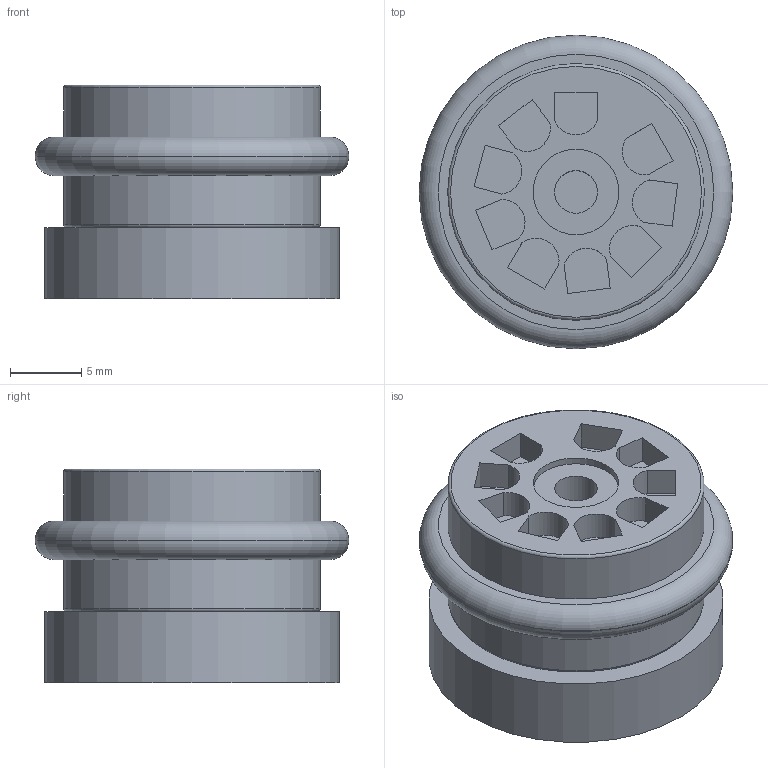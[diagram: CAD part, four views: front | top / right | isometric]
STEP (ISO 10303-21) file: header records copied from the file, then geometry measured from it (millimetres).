
FILE_DESCRIPTION(('FreeCAD Model'),'2;1');
FILE_NAME('noval_9pin.stp', '2019-03-02T14:06:51',('Author'),(''), 'Open CASCADE STEP processor 6.8','FreeCAD','Unknown');
FILE_SCHEMA(('AUTOMOTIVE_DESIGN { 1 0 10303 214 1 1 1 1 }'));
Length unit declared in the file: millimetre
Products named in the file (3): ASSEMBLY; PolarPattern; Pad002
Assembly tree (2 placements, depth 2):
  ASSEMBLY
    PolarPattern
    Pad002
Bounding box: 22 x 22 x 15 mm (x, y, z)
Volume: 4278.2 mm3; surface area: 2543 mm2
Topology: 2 solids, 2 shells, 62 faces, 134 edges, 88 vertices
Faces by surface type: plane 43, cylinder 15, torus 4
Full cylindrical faces by diameter (mm): 3 x1, 6 x1, 18 x2, 20.655 x1, 22 x1
Entity records: 3545 total; most frequent: CARTESIAN_POINT 677, DIRECTION 543, LINE 326, VECTOR 326, ORIENTED_EDGE 268, PCURVE 268, DEFINITIONAL_REPRESENTATION 268, EDGE_CURVE 134
